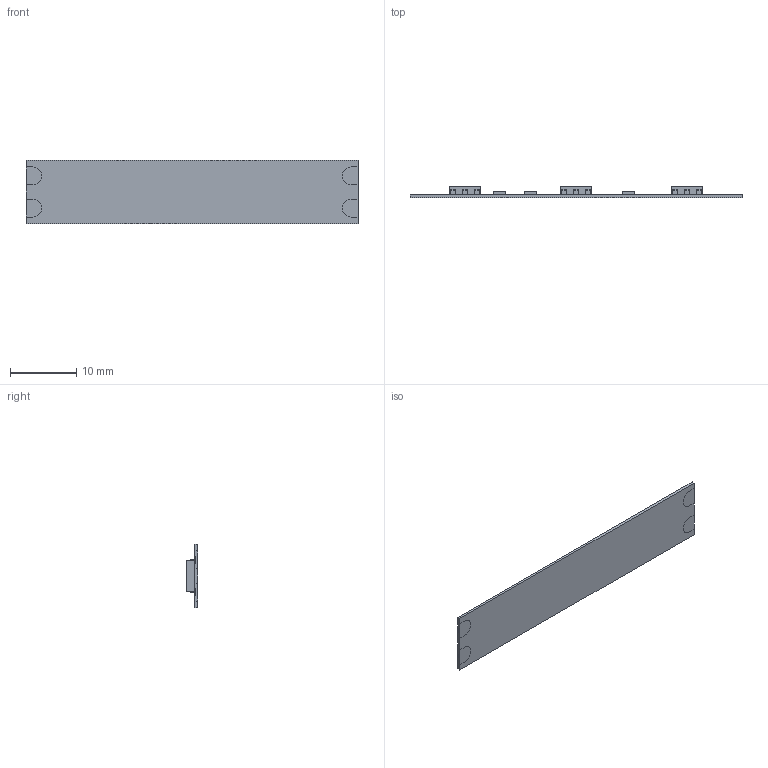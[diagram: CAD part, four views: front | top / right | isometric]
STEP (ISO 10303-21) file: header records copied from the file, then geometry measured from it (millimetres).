
FILE_DESCRIPTION(/* description */ (''),/* implementation_level */ '2;1');
FILE_NAME(/* name */ 'Strip 5050 Leds 50mm White.step',/* time_stamp */ '2018-01-12T20:40:01+01:00',/* author */ ('gonzalez.julio89'),/* organization */ (''),/* preprocessor_version */ 'ST-DEVELOPER v16.13',/* originating_system */ 'Autodesk Translation Framework v6.5.0.72',/* authorisation */ '');
FILE_SCHEMA (('AUTOMOTIVE_DESIGN { 1 0 10303 214 3 1 1 }'));
Products named in the file (1): Strip 5050 Leds 50mm White v21
Bounding box: 50 x 1.7 x 9.5 mm (x, y, z)
Volume: 283.1 mm3; surface area: 1362 mm2
Topology: 20 solids, 20 shells, 1275 faces, 3610 edges, 2405 vertices
Faces by surface type: bspline 827, plane 434, cylinder 14
Full cylindrical faces by diameter (mm): 1.664 x2
Entity records: 49381 total; most frequent: CARTESIAN_POINT 21973, ORIENTED_EDGE 7228, EDGE_CURVE 3614, DIRECTION 2868, VERTEX_POINT 2405, LINE 1890, VECTOR 1890, B_SPLINE_CURVE_WITH_KNOTS 1620
